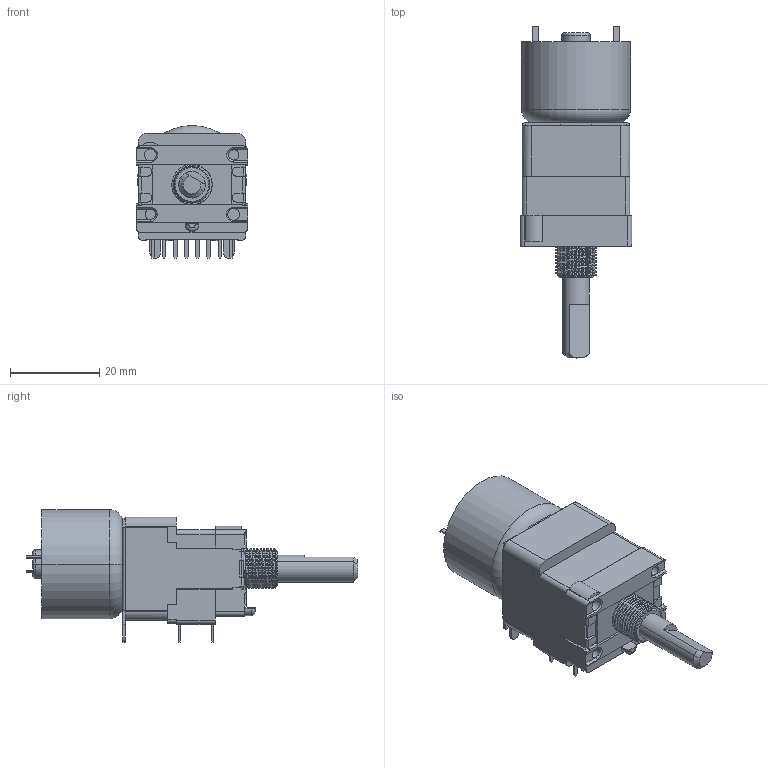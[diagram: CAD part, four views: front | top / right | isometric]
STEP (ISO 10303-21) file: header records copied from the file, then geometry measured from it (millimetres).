
FILE_DESCRIPTION (( 'STEP AP214' ), '1' );
FILE_NAME ('RK16814MGA0K.STEP', '2012-03-29T07:13:16', ( '' ), ( '' ), 'SwSTEP 2.0', 'SolidWorks 2010', '' );
FILE_SCHEMA (( 'AUTOMOTIVE_DESIGN' ));
Length unit declared in the file: millimetre
Products named in the file (1): RK16814MGA0K
Bounding box: 25 x 74.25 x 29.7 mm (x, y, z)
Volume: 23218.5 mm3; surface area: 6718.6 mm2
Topology: 1 solids, 1 shells, 407 faces, 1117 edges, 733 vertices
Faces by surface type: plane 310, cylinder 77, cone 11, torus 5, bspline 4
Entity records: 19232 total; most frequent: CARTESIAN_POINT 4401, ORIENTED_EDGE 2234, DIRECTION 2028, EDGE_CURVE 1117, LINE 896, VECTOR 896, VERTEX_POINT 733, AXIS2_PLACEMENT_3D 566
